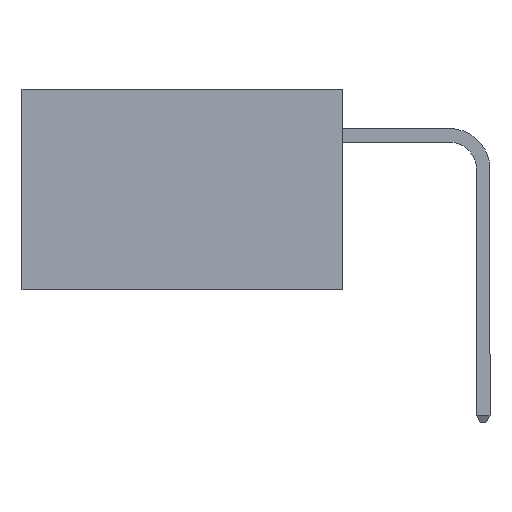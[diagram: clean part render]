
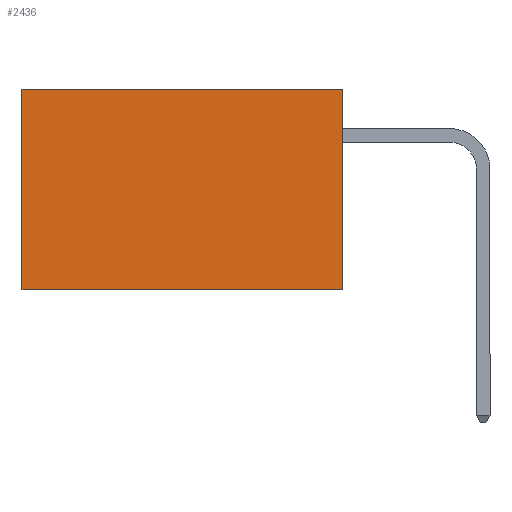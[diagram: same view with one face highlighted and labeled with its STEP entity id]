
A CAD part, left-side view. The second image highlights one B-rep face of the part: STEP entity #2436.
In plain terms, the highlighted planar face has unit normal (-1, 0, 0).
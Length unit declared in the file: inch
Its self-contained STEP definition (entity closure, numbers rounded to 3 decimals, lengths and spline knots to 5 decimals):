
#144 = LINE ( 'NONE', #4753, #7429 ) ;
#367 = CARTESIAN_POINT ( 'NONE',  ( 0.277, 0., 0. ) ) ;
#393 = VERTEX_POINT ( 'NONE', #8568 ) ;
#639 = ORIENTED_EDGE ( 'NONE', *, *, #8462, .T. ) ;
#1237 = ORIENTED_EDGE ( 'NONE', *, *, #8678, .F. ) ;
#1288 = ORIENTED_EDGE ( 'NONE', *, *, #6671, .F. ) ;
#1407 = ORIENTED_EDGE ( 'NONE', *, *, #5239, .T. ) ;
#2436 = ADVANCED_FACE ( 'NONE', ( #5059 ), #8890, .F. ) ;
#2619 = LINE ( 'NONE', #8060, #6325 ) ;
#4435 = CARTESIAN_POINT ( 'NONE',  ( 0.277, 0., -0.37 ) ) ;
#4472 = DIRECTION ( 'NONE',  ( 0., 0., -1. ) ) ;
#4697 = VECTOR ( 'NONE', #4472, 39.37008 ) ;
#4753 = CARTESIAN_POINT ( 'NONE',  ( 0.277, 0., 0. ) ) ;
#5059 = FACE_OUTER_BOUND ( 'NONE', #8290, .T. ) ;
#5239 = EDGE_CURVE ( 'NONE', #8361, #393, #144, .T. ) ;
#5278 = DIRECTION ( 'NONE',  ( 0., 0., -1. ) ) ;
#5309 = CARTESIAN_POINT ( 'NONE',  ( 0.277, 0., -0.37 ) ) ;
#5581 = VECTOR ( 'NONE', #8751, 39.37008 ) ;
#6046 = VERTEX_POINT ( 'NONE', #8980 ) ;
#6259 = VERTEX_POINT ( 'NONE', #7467 ) ;
#6325 = VECTOR ( 'NONE', #8045, 39.37008 ) ;
#6459 = LINE ( 'NONE', #4435, #4697 ) ;
#6671 = EDGE_CURVE ( 'NONE', #8361, #6046, #6459, .T. ) ;
#7389 = LINE ( 'NONE', #8729, #5581 ) ;
#7429 = VECTOR ( 'NONE', #8120, 39.37008 ) ;
#7467 = CARTESIAN_POINT ( 'NONE',  ( 0.277, 0.59, -0.37 ) ) ;
#8045 = DIRECTION ( 'NONE',  ( 0., 1., 0. ) ) ;
#8060 = CARTESIAN_POINT ( 'NONE',  ( 0.277, 0., -0.37 ) ) ;
#8120 = DIRECTION ( 'NONE',  ( 0., 1., 0. ) ) ;
#8290 = EDGE_LOOP ( 'NONE', ( #639, #1237, #1288, #1407 ) ) ;
#8361 = VERTEX_POINT ( 'NONE', #367 ) ;
#8462 = EDGE_CURVE ( 'NONE', #393, #6259, #7389, .T. ) ;
#8491 = AXIS2_PLACEMENT_3D ( 'NONE', #5309, #8834, #5278 ) ;
#8568 = CARTESIAN_POINT ( 'NONE',  ( 0.277, 0.59, 0. ) ) ;
#8678 = EDGE_CURVE ( 'NONE', #6046, #6259, #2619, .T. ) ;
#8729 = CARTESIAN_POINT ( 'NONE',  ( 0.277, 0.59, -0.37 ) ) ;
#8751 = DIRECTION ( 'NONE',  ( 0., 0., -1. ) ) ;
#8834 = DIRECTION ( 'NONE',  ( 1., 0., 0. ) ) ;
#8890 = PLANE ( 'NONE',  #8491 ) ;
#8980 = CARTESIAN_POINT ( 'NONE',  ( 0.277, 0., -0.37 ) ) ;
